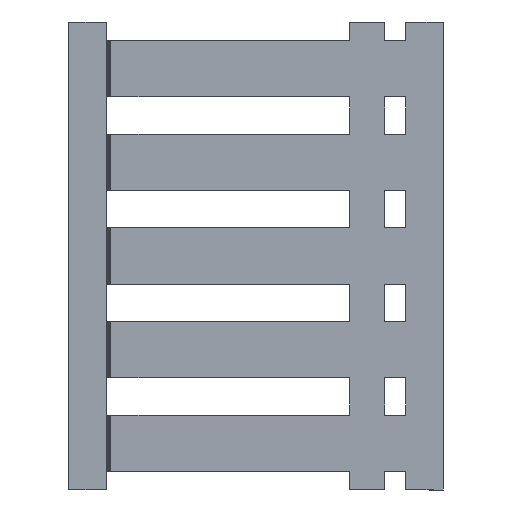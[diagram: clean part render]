
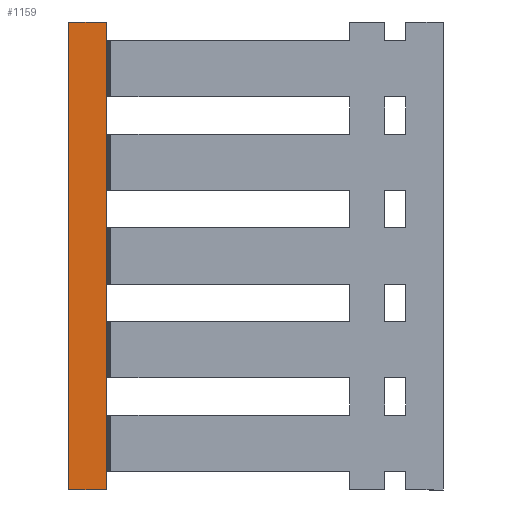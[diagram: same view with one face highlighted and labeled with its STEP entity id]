
A CAD part, left-side view. The second image highlights one B-rep face of the part: STEP entity #1159.
In plain terms, the highlighted planar face has unit normal (-1, 0, 0).
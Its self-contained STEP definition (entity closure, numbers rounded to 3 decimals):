
#50 = VECTOR ( 'NONE', #2443, 1000. ) ;
#107 = PLANE ( 'NONE',  #2077 ) ;
#183 = CARTESIAN_POINT ( 'NONE',  ( -30., 80., -96.25 ) ) ;
#282 = CARTESIAN_POINT ( 'NONE',  ( -30., 80., 3.75 ) ) ;
#498 = LINE ( 'NONE', #2028, #2045 ) ;
#843 = VECTOR ( 'NONE', #6486, 1000. ) ;
#1159 = ADVANCED_FACE ( 'NONE', ( #4934 ), #107, .T. ) ;
#1170 = CARTESIAN_POINT ( 'NONE',  ( -30., 72., -96.25 ) ) ;
#1367 = CARTESIAN_POINT ( 'NONE',  ( -30., 72., -96.25 ) ) ;
#2028 = CARTESIAN_POINT ( 'NONE',  ( -30., 80., -96.25 ) ) ;
#2045 = VECTOR ( 'NONE', #5264, 1000. ) ;
#2077 = AXIS2_PLACEMENT_3D ( 'NONE', #2239, #2735, #2665 ) ;
#2239 = CARTESIAN_POINT ( 'NONE',  ( -30., 80., -96.25 ) ) ;
#2443 = DIRECTION ( 'NONE',  ( 0., 1., 0. ) ) ;
#2665 = DIRECTION ( 'NONE',  ( 0., 0., 1. ) ) ;
#2735 = DIRECTION ( 'NONE',  ( -1., 0., 0. ) ) ;
#3091 = VERTEX_POINT ( 'NONE', #1367 ) ;
#3137 = EDGE_CURVE ( 'NONE', #5108, #3091, #5280, .T. ) ;
#3146 = CARTESIAN_POINT ( 'NONE',  ( -30., 80., -96.25 ) ) ;
#3212 = VERTEX_POINT ( 'NONE', #4743 ) ;
#3301 = DIRECTION ( 'NONE',  ( 0., 0., 1. ) ) ;
#3642 = ORIENTED_EDGE ( 'NONE', *, *, #3137, .T. ) ;
#3917 = EDGE_CURVE ( 'NONE', #5108, #5220, #498, .T. ) ;
#4035 = CARTESIAN_POINT ( 'NONE',  ( -30., -20., 3.75 ) ) ;
#4086 = ORIENTED_EDGE ( 'NONE', *, *, #6778, .T. ) ;
#4450 = EDGE_CURVE ( 'NONE', #3212, #5220, #4632, .T. ) ;
#4585 = ORIENTED_EDGE ( 'NONE', *, *, #3917, .F. ) ;
#4632 = LINE ( 'NONE', #4035, #50 ) ;
#4710 = VECTOR ( 'NONE', #3301, 1000. ) ;
#4743 = CARTESIAN_POINT ( 'NONE',  ( -30., 72., 3.75 ) ) ;
#4934 = FACE_OUTER_BOUND ( 'NONE', #5806, .T. ) ;
#4942 = LINE ( 'NONE', #1170, #4710 ) ;
#5108 = VERTEX_POINT ( 'NONE', #183 ) ;
#5220 = VERTEX_POINT ( 'NONE', #282 ) ;
#5264 = DIRECTION ( 'NONE',  ( 0., 0., 1. ) ) ;
#5280 = LINE ( 'NONE', #3146, #843 ) ;
#5806 = EDGE_LOOP ( 'NONE', ( #3642, #4086, #6638, #4585 ) ) ;
#6486 = DIRECTION ( 'NONE',  ( 0., -1., 0. ) ) ;
#6638 = ORIENTED_EDGE ( 'NONE', *, *, #4450, .T. ) ;
#6778 = EDGE_CURVE ( 'NONE', #3091, #3212, #4942, .T. ) ;
